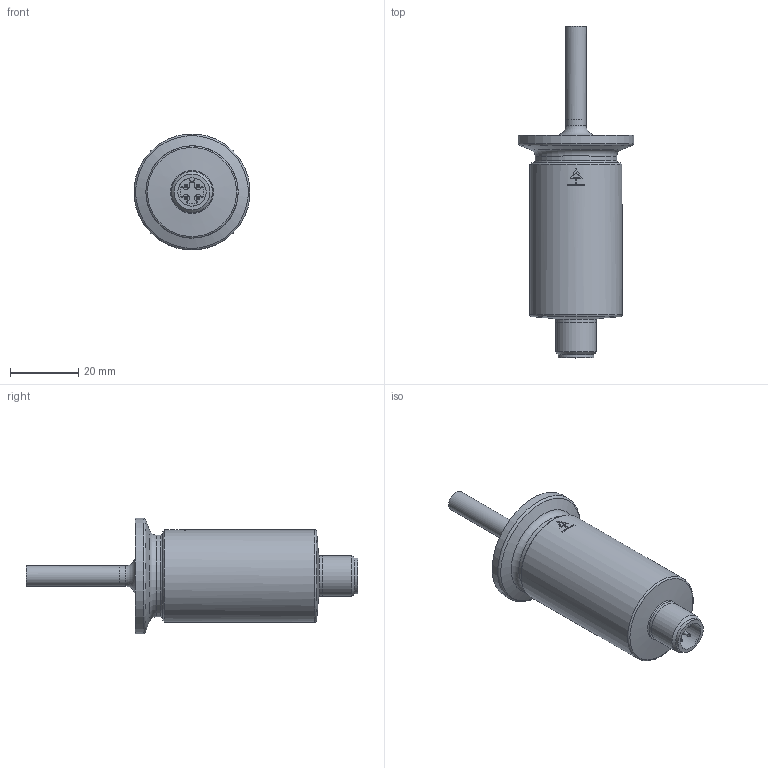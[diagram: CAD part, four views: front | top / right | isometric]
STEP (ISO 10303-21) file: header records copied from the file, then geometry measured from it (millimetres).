
FILE_DESCRIPTION(/* description */ (''),/* implementation_level */ '2;1');
FILE_NAME(/* name */ 'FXFF010',/* time_stamp */ '2016-11-14T16:34:20+01:00',/* author */ ('Zimmermann'),/* organization */ ('wenglor fluid GmbH'),/* preprocessor_version */ 'ST-DEVELOPER v16.7',/* originating_system */ 'DEX',/* authorisation */ $);
FILE_SCHEMA (('AUTOMOTIVE_DESIGN {1 0 10303 214 3 1 1}'));
Length unit declared in the file: millimetre
Products named in the file (1): TK_FXFF010
Bounding box: 33.87 x 97.2 x 33.87 mm (x, y, z)
Volume: 32732.1 mm3; surface area: 8460.9 mm2
Topology: 1 solids, 3 shells, 97 faces, 228 edges, 145 vertices
Faces by surface type: plane 37, cylinder 36, cone 13, torus 11
Full cylindrical faces by diameter (mm): 1 x4, 5.44 x1, 6 x1, 8.3 x1, 9.4 x1, 9.5 x1, 9.9 x1, 10 x1, 10.5 x1, 12 x2, 24 x1, 27 x1, 34 x1
Entity records: 3382 total; most frequent: CARTESIAN_POINT 589, DIRECTION 475, ORIENTED_EDGE 350, AXIS2_PLACEMENT_3D 203, EDGE_CURVE 175, EDGE_LOOP 151, FACE_BOUND 151, VERTEX_POINT 134
